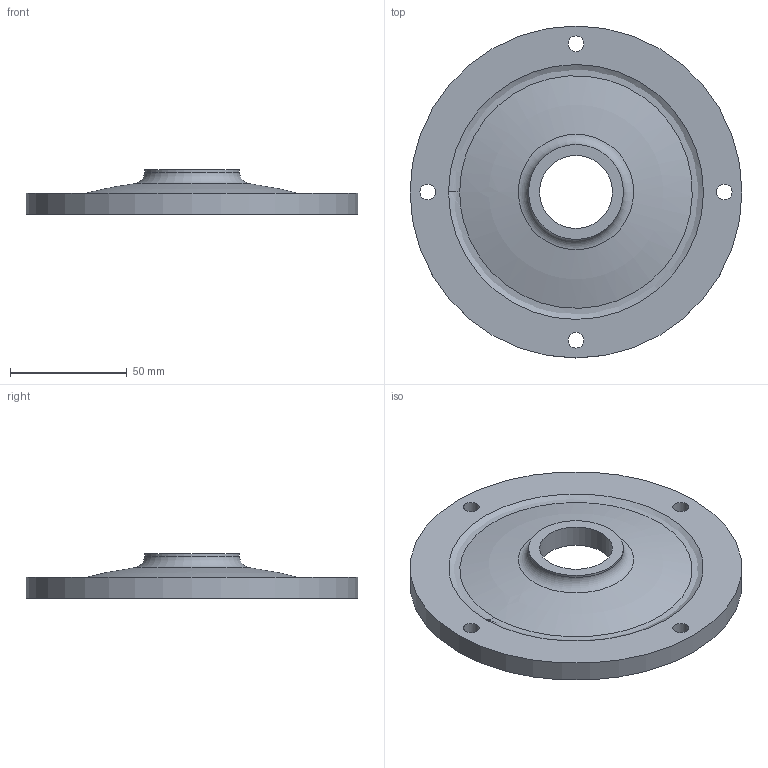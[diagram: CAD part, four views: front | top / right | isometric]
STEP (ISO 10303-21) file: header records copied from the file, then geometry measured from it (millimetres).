
FILE_DESCRIPTION(/* description */ (''),/* implementation_level */ '2;1');
FILE_NAME(/* name */ 'Cover.step',/* time_stamp */ '2019-10-08T21:50:46-05:00',/* author */ (''),/* organization */ (''),/* preprocessor_version */ 'ST-DEVELOPER v18',/* originating_system */ 'Autodesk Translation Framework v8.6.0.1094',/* authorisation */ '');
FILE_SCHEMA (('AUTOMOTIVE_DESIGN { 1 0 10303 214 3 1 1 }'));
Length unit declared in the file: inch
Products named in the file (1): Cover
Bounding box: 142.24 x 142.24 x 19.05 mm (x, y, z)
Volume: 100387.3 mm3; surface area: 36712.5 mm2
Topology: 1 solids, 1 shells, 15 faces, 43 edges, 31 vertices
Faces by surface type: cylinder 7, plane 3, bspline 2, sphere 2, torus 1
Full cylindrical faces by diameter (mm): 6.756 x4, 31.242 x1, 40.652 x1, 142.24 x1
Entity records: 1034 total; most frequent: CARTESIAN_POINT 555, DIRECTION 101, ORIENTED_EDGE 86, AXIS2_PLACEMENT_3D 47, EDGE_CURVE 43, CIRCLE 33, VERTEX_POINT 31, EDGE_LOOP 26
